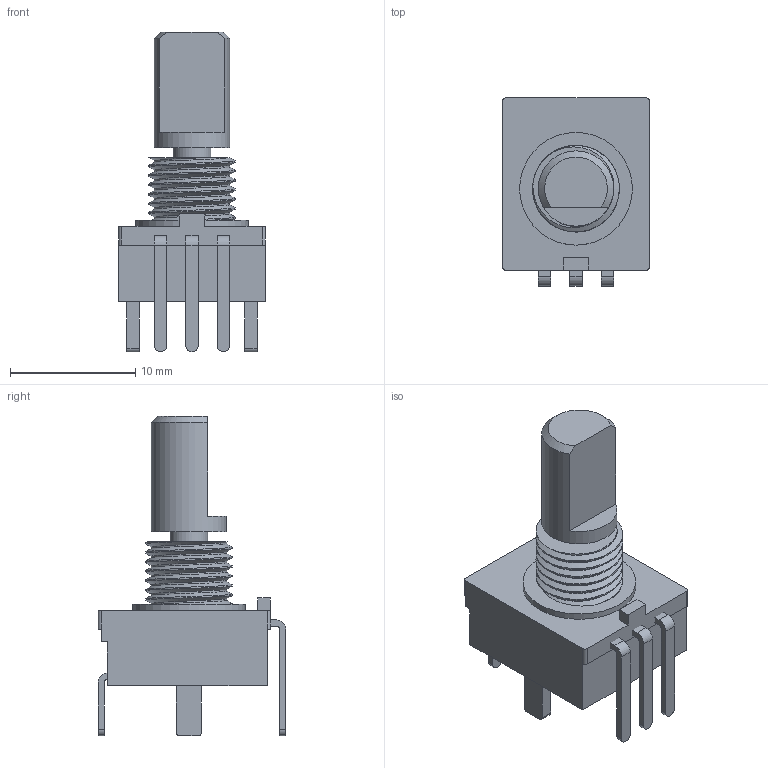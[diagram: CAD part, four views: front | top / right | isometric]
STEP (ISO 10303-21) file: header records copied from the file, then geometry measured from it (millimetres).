
FILE_DESCRIPTION(/* description */ (''),/* implementation_level */ '2;1');
FILE_NAME(/* name */ 'CUI_ACZ11BR1E-15FD1.step',/* time_stamp */ '2020-11-05T10:39:07-08:00',/* author */ (''),/* organization */ (''),/* preprocessor_version */ 'ST-DEVELOPER v18.1',/* originating_system */ 'Autodesk Translation Framework v9.3.0.1241',/* authorisation */ '');
FILE_SCHEMA (('AUTOMOTIVE_DESIGN { 1 0 10303 214 3 1 1 }'));
Length unit declared in the file: millimetre
Products named in the file (4): ACZ11BR1E-15FD1; Body; Shaft; Pins
Assembly tree (3 placements, depth 2):
  ACZ11BR1E-15FD1
    Body
    Shaft
    Pins
Bounding box: 11.7 x 15 x 25.5 mm (x, y, z)
Volume: 1371.9 mm3; surface area: 1210.9 mm2
Topology: 9 solids, 9 shells, 111 faces, 266 edges, 176 vertices
Faces by surface type: plane 66, cylinder 42, bspline 2, cone 1
Full cylindrical faces by diameter (mm): 3 x1, 6 x1, 6.048 x2, 6.908 x3, 9 x1
Entity records: 4432 total; most frequent: CARTESIAN_POINT 1726, ORIENTED_EDGE 532, DIRECTION 523, EDGE_CURVE 266, AXIS2_PLACEMENT_3D 177, VERTEX_POINT 176, LINE 169, VECTOR 169
